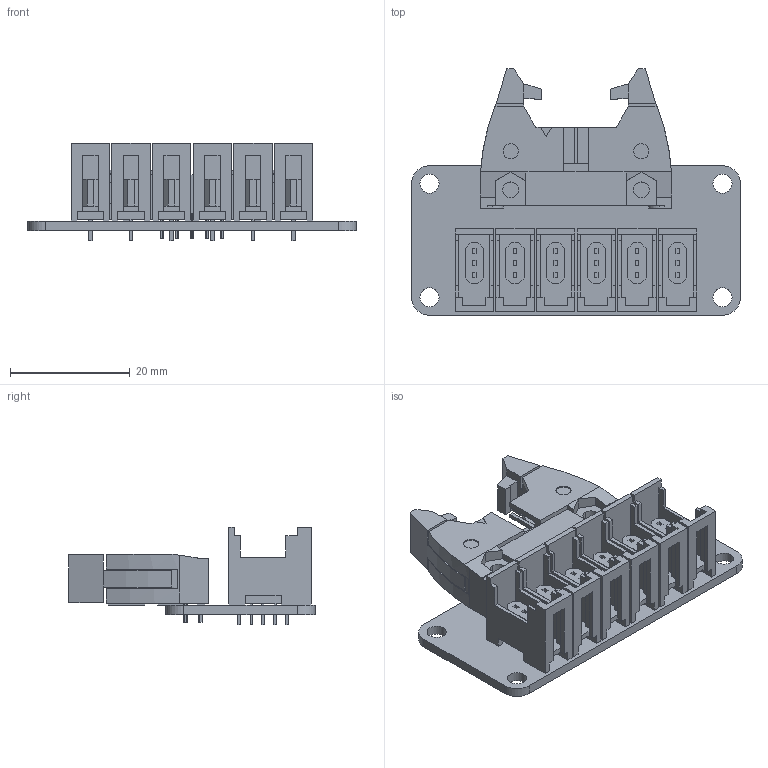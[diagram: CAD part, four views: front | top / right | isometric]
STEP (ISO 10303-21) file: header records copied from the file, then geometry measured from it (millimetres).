
FILE_DESCRIPTION(('KiCad electronic assembly'),'2;1');
FILE_NAME('e-CON_Hub.step','2025-06-06T16:31:32',('Pcbnew'),('Kicad'), 'Open CASCADE STEP processor 7.8','KiCad to STEP converter','Unknown' );
FILE_SCHEMA(('AUTOMOTIVE_DESIGN { 1 0 10303 214 1 1 1 1 }'));
Length unit declared in the file: millimetre
Products named in the file (6): e-CON_Hub 1; XN2D_1371; XG4A_1035; e-con_hub_PCB
Assembly tree (10 placements, depth 3):
  e-CON_Hub 1
    XN2D_1371  x6
      XN2D_1371
    XG4A_1035
      XG4A_1035
    e-con_hub_PCB
Bounding box: 55 x 41.21 x 16.3 mm (x, y, z)
Volume: 7814.9 mm3; surface area: 12380.9 mm2
Topology: 8 solids, 8 shells, 1054 faces, 2892 edges, 1918 vertices
Faces by surface type: plane 981, cylinder 73
Full cylindrical faces by diameter (mm): 1 x40, 3.2 x4
Entity records: 16303 total; most frequent: CARTESIAN_POINT 2616, ORIENTED_EDGE 2564, DIRECTION 2410, EDGE_CURVE 1282, LINE 1110, VECTOR 1110, VERTEX_POINT 848, AXIS2_PLACEMENT_3D 650
